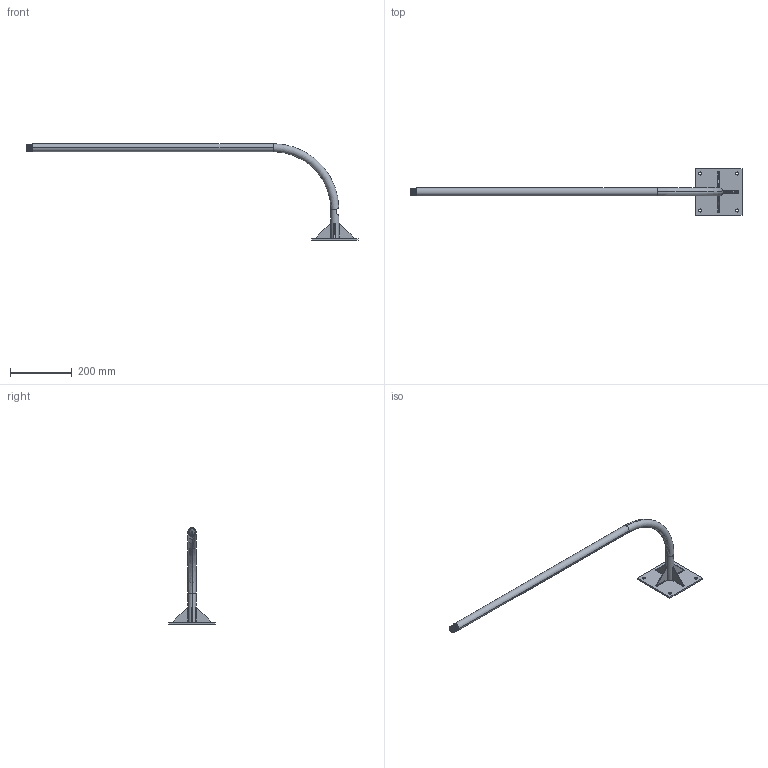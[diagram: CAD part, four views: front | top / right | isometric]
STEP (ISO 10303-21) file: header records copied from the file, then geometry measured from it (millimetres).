
FILE_DESCRIPTION (( 'STEP AP214' ), '1' );
FILE_NAME ('Êðîíøòåéí 1000.STEP', '2018-10-04T06:48:52', ( '' ), ( '' ), 'SwSTEP 2.0', 'SolidWorks 2017', '' );
FILE_SCHEMA (( 'AUTOMOTIVE_DESIGN' ));
Length unit declared in the file: millimetre
Products named in the file (1): ﾊ煇鳫 1000
Bounding box: 1076 x 150 x 313 mm (x, y, z)
Volume: 384429.8 mm3; surface area: 231791.2 mm2
Topology: 1 solids, 1 shells, 91 faces, 253 edges, 165 vertices
Faces by surface type: cylinder 58, plane 26, torus 4, bspline 3
Entity records: 6494 total; most frequent: CARTESIAN_POINT 4267, ORIENTED_EDGE 506, DIRECTION 418, EDGE_CURVE 253, VERTEX_POINT 165, AXIS2_PLACEMENT_3D 153, VECTOR 112, LINE 112
